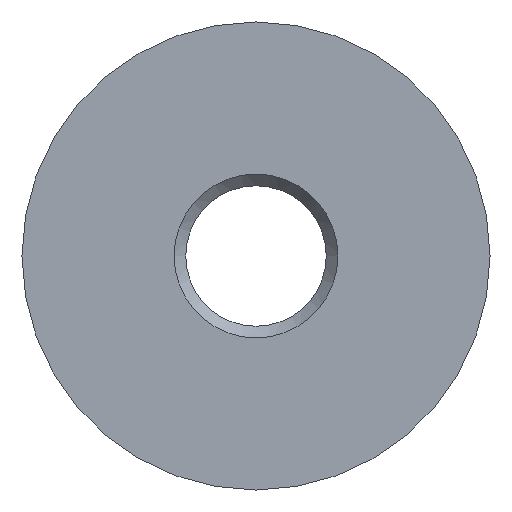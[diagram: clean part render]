
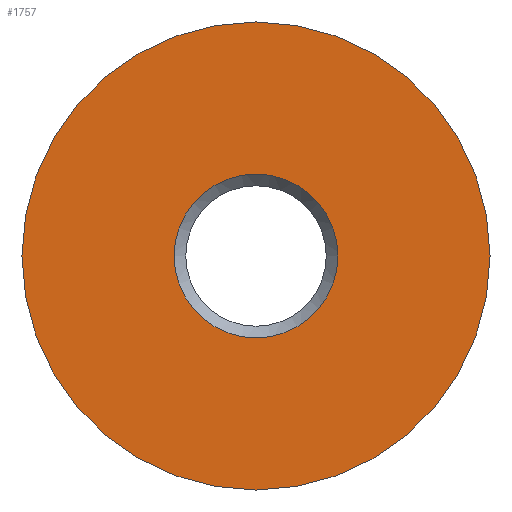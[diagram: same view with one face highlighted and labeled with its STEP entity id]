
A CAD part, front view. The second image highlights one B-rep face of the part: STEP entity #1757.
In plain terms, the highlighted planar face has unit normal (0, -1, 0).
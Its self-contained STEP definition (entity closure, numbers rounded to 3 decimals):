
#33=FACE_BOUND('',#199,.T.);
#41=PLANE('',#1884);
#91=FACE_OUTER_BOUND('',#198,.T.);
#198=EDGE_LOOP('',(#1264));
#199=EDGE_LOOP('',(#1265));
#284=CIRCLE('',#1878,8.75);
#286=CIRCLE('',#1882,25.);
#692=VERTEX_POINT('',#5483);
#694=VERTEX_POINT('',#5490);
#899=EDGE_CURVE('',#692,#692,#284,.T.);
#902=EDGE_CURVE('',#694,#694,#286,.T.);
#1264=ORIENTED_EDGE('',*,*,#902,.F.);
#1265=ORIENTED_EDGE('',*,*,#899,.T.);
#1757=ADVANCED_FACE('',(#91,#33),#41,.F.);
#1878=AXIS2_PLACEMENT_3D('',#5485,#2073,#2074);
#1882=AXIS2_PLACEMENT_3D('',#5492,#2082,#2083);
#1884=AXIS2_PLACEMENT_3D('',#5494,#2086,#2087);
#2073=DIRECTION('center_axis',(0.,1.,0.));
#2074=DIRECTION('ref_axis',(-1.,0.,0.));
#2082=DIRECTION('center_axis',(0.,1.,0.));
#2083=DIRECTION('ref_axis',(1.,0.,0.));
#2086=DIRECTION('center_axis',(0.,1.,0.));
#2087=DIRECTION('ref_axis',(1.,0.,0.));
#5483=CARTESIAN_POINT('',(8.75,0.,0.));
#5485=CARTESIAN_POINT('Origin',(0.,0.,0.));
#5490=CARTESIAN_POINT('',(-25.,0.,0.));
#5492=CARTESIAN_POINT('Origin',(0.,0.,0.));
#5494=CARTESIAN_POINT('Origin',(0.,0.,0.));
